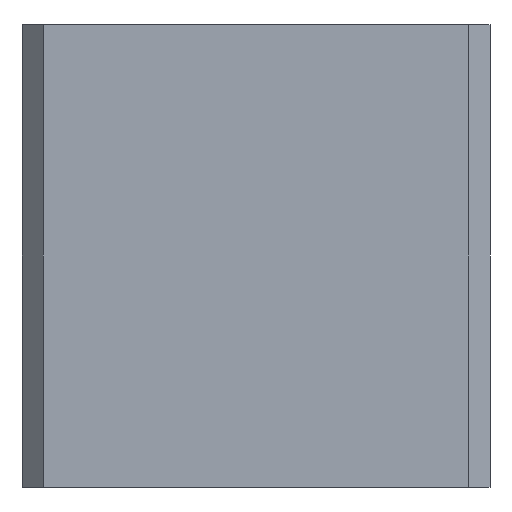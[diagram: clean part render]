
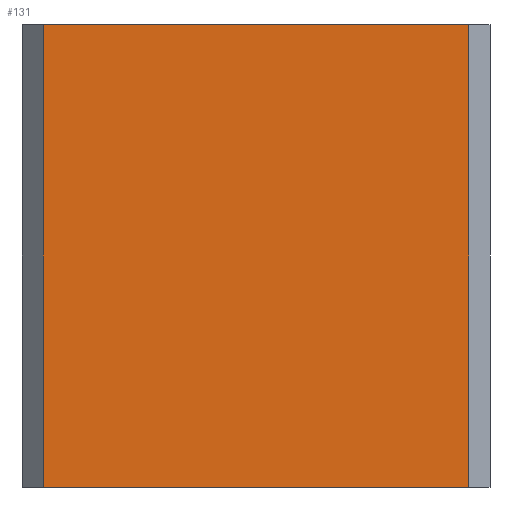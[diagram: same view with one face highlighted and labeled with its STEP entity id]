
A CAD part, front view. The second image highlights one B-rep face of the part: STEP entity #131.
In plain terms, the highlighted planar face has unit normal (0, -1, 0).
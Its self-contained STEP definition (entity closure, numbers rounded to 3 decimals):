
#15 = VERTEX_POINT ( 'NONE', #205 ) ;
#19 = CARTESIAN_POINT ( 'NONE',  ( 0., 0., 33. ) ) ;
#22 = CARTESIAN_POINT ( 'NONE',  ( 1.5, 0., 33. ) ) ;
#24 = VERTEX_POINT ( 'NONE', #263 ) ;
#55 = EDGE_CURVE ( 'NONE', #280, #24, #82, .T. ) ;
#62 = FACE_OUTER_BOUND ( 'NONE', #273, .T. ) ;
#76 = CARTESIAN_POINT ( 'NONE',  ( 31.9, 0., 33. ) ) ;
#78 = EDGE_CURVE ( 'NONE', #15, #24, #312, .T. ) ;
#82 = LINE ( 'NONE', #203, #185 ) ;
#88 = VECTOR ( 'NONE', #241, 1000. ) ;
#98 = ORIENTED_EDGE ( 'NONE', *, *, #55, .F. ) ;
#118 = ORIENTED_EDGE ( 'NONE', *, *, #78, .T. ) ;
#131 = ADVANCED_FACE ( 'NONE', ( #62 ), #270, .F. ) ;
#139 = EDGE_CURVE ( 'NONE', #199, #15, #305, .T. ) ;
#159 = LINE ( 'NONE', #22, #200 ) ;
#176 = AXIS2_PLACEMENT_3D ( 'NONE', #19, #279, #221 ) ;
#185 = VECTOR ( 'NONE', #201, 1000. ) ;
#194 = EDGE_CURVE ( 'NONE', #280, #199, #159, .T. ) ;
#198 = ORIENTED_EDGE ( 'NONE', *, *, #194, .T. ) ;
#199 = VERTEX_POINT ( 'NONE', #220 ) ;
#200 = VECTOR ( 'NONE', #278, 1000. ) ;
#201 = DIRECTION ( 'NONE',  ( 1., 0., 0. ) ) ;
#203 = CARTESIAN_POINT ( 'NONE',  ( 0., 0., 33. ) ) ;
#205 = CARTESIAN_POINT ( 'NONE',  ( 31.9, 0., 0. ) ) ;
#214 = CARTESIAN_POINT ( 'NONE',  ( 1.5, 0., 33. ) ) ;
#220 = CARTESIAN_POINT ( 'NONE',  ( 1.5, 0., 0. ) ) ;
#221 = DIRECTION ( 'NONE',  ( 0., 0., 1. ) ) ;
#223 = ORIENTED_EDGE ( 'NONE', *, *, #139, .T. ) ;
#241 = DIRECTION ( 'NONE',  ( 1., 0., 0. ) ) ;
#262 = VECTOR ( 'NONE', #288, 1000. ) ;
#263 = CARTESIAN_POINT ( 'NONE',  ( 31.9, 0., 33. ) ) ;
#270 = PLANE ( 'NONE',  #176 ) ;
#273 = EDGE_LOOP ( 'NONE', ( #223, #118, #98, #198 ) ) ;
#278 = DIRECTION ( 'NONE',  ( 0., 0., -1. ) ) ;
#279 = DIRECTION ( 'NONE',  ( 0., 1., 0. ) ) ;
#280 = VERTEX_POINT ( 'NONE', #214 ) ;
#288 = DIRECTION ( 'NONE',  ( 0., 0., 1. ) ) ;
#305 = LINE ( 'NONE', #328, #88 ) ;
#312 = LINE ( 'NONE', #76, #262 ) ;
#328 = CARTESIAN_POINT ( 'NONE',  ( 0., 0., 0. ) ) ;
